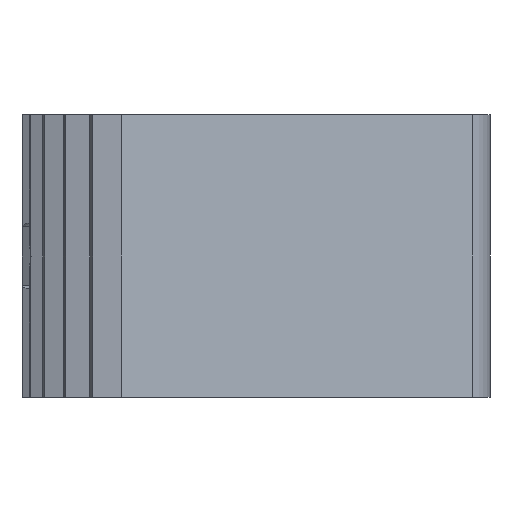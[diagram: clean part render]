
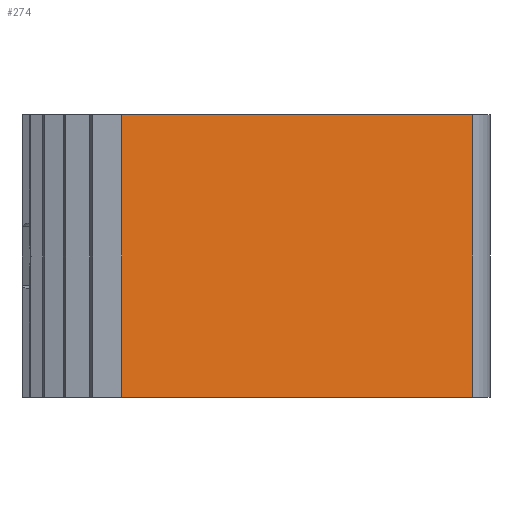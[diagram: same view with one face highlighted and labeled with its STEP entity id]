
A CAD part, left-side view. The second image highlights one B-rep face of the part: STEP entity #274.
In plain terms, the highlighted planar face has unit normal (-0.788, -0.616, 0).
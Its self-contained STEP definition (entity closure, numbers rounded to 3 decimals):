
#79 = VECTOR ( 'NONE', #1807, 1000. ) ;
#106 = EDGE_CURVE ( 'NONE', #2239, #622, #1629, .T. ) ;
#150 = CARTESIAN_POINT ( 'NONE',  ( -15.888, 6.687, -3.175 ) ) ;
#151 = ORIENTED_EDGE ( 'NONE', *, *, #2209, .F. ) ;
#154 = DIRECTION ( 'NONE',  ( 0.616, -0.788, 0. ) ) ;
#274 = ADVANCED_FACE ( 'NONE', ( #366 ), #308, .T. ) ;
#308 = PLANE ( 'NONE',  #1300 ) ;
#320 = VECTOR ( 'NONE', #2516, 1000. ) ;
#342 = CARTESIAN_POINT ( 'NONE',  ( -15.888, 6.687, 3.175 ) ) ;
#366 = FACE_OUTER_BOUND ( 'NONE', #1614, .T. ) ;
#379 = DIRECTION ( 'NONE',  ( 0.616, -0.788, 0. ) ) ;
#413 = CARTESIAN_POINT ( 'NONE',  ( -15.888, 6.687, -3.175 ) ) ;
#420 = VERTEX_POINT ( 'NONE', #464 ) ;
#464 = CARTESIAN_POINT ( 'NONE',  ( -15.888, 6.687, 3.175 ) ) ;
#468 = LINE ( 'NONE', #2712, #1131 ) ;
#622 = VERTEX_POINT ( 'NONE', #1086 ) ;
#627 = CARTESIAN_POINT ( 'NONE',  ( -15.888, 6.687, -3.175 ) ) ;
#793 = ORIENTED_EDGE ( 'NONE', *, *, #1063, .F. ) ;
#817 = LINE ( 'NONE', #342, #79 ) ;
#1063 = EDGE_CURVE ( 'NONE', #420, #1493, #817, .T. ) ;
#1071 = VECTOR ( 'NONE', #379, 1000. ) ;
#1086 = CARTESIAN_POINT ( 'NONE',  ( -9.732, -1.193, -3.175 ) ) ;
#1131 = VECTOR ( 'NONE', #1578, 1000. ) ;
#1300 = AXIS2_PLACEMENT_3D ( 'NONE', #2007, #2234, #154 ) ;
#1493 = VERTEX_POINT ( 'NONE', #2878 ) ;
#1559 = LINE ( 'NONE', #627, #320 ) ;
#1578 = DIRECTION ( 'NONE',  ( 0., 0., 1. ) ) ;
#1614 = EDGE_LOOP ( 'NONE', ( #2719, #793, #151, #2561 ) ) ;
#1629 = LINE ( 'NONE', #413, #1071 ) ;
#1807 = DIRECTION ( 'NONE',  ( 0.616, -0.788, 0. ) ) ;
#2007 = CARTESIAN_POINT ( 'NONE',  ( -15.888, 6.687, -3.175 ) ) ;
#2125 = EDGE_CURVE ( 'NONE', #622, #1493, #468, .T. ) ;
#2209 = EDGE_CURVE ( 'NONE', #2239, #420, #1559, .T. ) ;
#2234 = DIRECTION ( 'NONE',  ( -0.788, -0.616, 0. ) ) ;
#2239 = VERTEX_POINT ( 'NONE', #150 ) ;
#2516 = DIRECTION ( 'NONE',  ( 0., 0., 1. ) ) ;
#2561 = ORIENTED_EDGE ( 'NONE', *, *, #106, .T. ) ;
#2712 = CARTESIAN_POINT ( 'NONE',  ( -9.732, -1.193, -3.175 ) ) ;
#2719 = ORIENTED_EDGE ( 'NONE', *, *, #2125, .T. ) ;
#2878 = CARTESIAN_POINT ( 'NONE',  ( -9.732, -1.193, 3.175 ) ) ;
